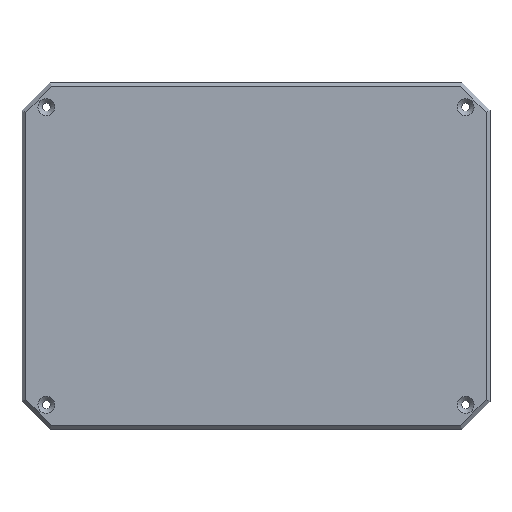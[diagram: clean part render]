
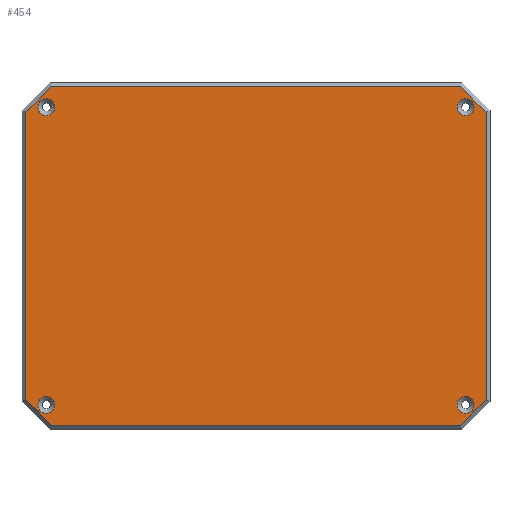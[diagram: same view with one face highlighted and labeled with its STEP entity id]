
A CAD part, top view. The second image highlights one B-rep face of the part: STEP entity #454.
In plain terms, the highlighted planar face has unit normal (0, 0, 1).
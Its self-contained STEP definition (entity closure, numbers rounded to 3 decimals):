
#27=FACE_BOUND('',#79,.T.);
#28=FACE_BOUND('',#80,.T.);
#29=FACE_BOUND('',#81,.T.);
#30=FACE_BOUND('',#82,.T.);
#35=CIRCLE('',#499,4.5);
#36=CIRCLE('',#500,4.5);
#37=CIRCLE('',#501,4.5);
#38=CIRCLE('',#502,4.5);
#48=FACE_OUTER_BOUND('',#78,.T.);
#78=EDGE_LOOP('',(#319,#320,#321,#322,#323,#324,#325,#326));
#79=EDGE_LOOP('',(#327));
#80=EDGE_LOOP('',(#328));
#81=EDGE_LOOP('',(#329));
#82=EDGE_LOOP('',(#330));
#115=LINE('',#698,#163);
#116=LINE('',#700,#164);
#117=LINE('',#702,#165);
#118=LINE('',#704,#166);
#119=LINE('',#706,#167);
#120=LINE('',#708,#168);
#121=LINE('',#710,#169);
#122=LINE('',#711,#170);
#163=VECTOR('',#557,10.);
#164=VECTOR('',#558,10.);
#165=VECTOR('',#559,10.);
#166=VECTOR('',#560,10.);
#167=VECTOR('',#561,10.);
#168=VECTOR('',#562,10.);
#169=VECTOR('',#563,10.);
#170=VECTOR('',#564,10.);
#215=VERTEX_POINT('',#696);
#216=VERTEX_POINT('',#697);
#217=VERTEX_POINT('',#699);
#218=VERTEX_POINT('',#701);
#219=VERTEX_POINT('',#703);
#220=VERTEX_POINT('',#705);
#221=VERTEX_POINT('',#707);
#222=VERTEX_POINT('',#709);
#223=VERTEX_POINT('',#712);
#224=VERTEX_POINT('',#714);
#225=VERTEX_POINT('',#716);
#226=VERTEX_POINT('',#718);
#255=EDGE_CURVE('',#215,#216,#115,.T.);
#256=EDGE_CURVE('',#217,#215,#116,.T.);
#257=EDGE_CURVE('',#218,#217,#117,.T.);
#258=EDGE_CURVE('',#219,#218,#118,.T.);
#259=EDGE_CURVE('',#220,#219,#119,.T.);
#260=EDGE_CURVE('',#221,#220,#120,.T.);
#261=EDGE_CURVE('',#222,#221,#121,.T.);
#262=EDGE_CURVE('',#216,#222,#122,.T.);
#263=EDGE_CURVE('',#223,#223,#35,.T.);
#264=EDGE_CURVE('',#224,#224,#36,.T.);
#265=EDGE_CURVE('',#225,#225,#37,.T.);
#266=EDGE_CURVE('',#226,#226,#38,.T.);
#319=ORIENTED_EDGE('',*,*,#255,.F.);
#320=ORIENTED_EDGE('',*,*,#256,.F.);
#321=ORIENTED_EDGE('',*,*,#257,.F.);
#322=ORIENTED_EDGE('',*,*,#258,.F.);
#323=ORIENTED_EDGE('',*,*,#259,.F.);
#324=ORIENTED_EDGE('',*,*,#260,.F.);
#325=ORIENTED_EDGE('',*,*,#261,.F.);
#326=ORIENTED_EDGE('',*,*,#262,.F.);
#327=ORIENTED_EDGE('',*,*,#263,.F.);
#328=ORIENTED_EDGE('',*,*,#264,.F.);
#329=ORIENTED_EDGE('',*,*,#265,.F.);
#330=ORIENTED_EDGE('',*,*,#266,.F.);
#436=PLANE('',#498);
#454=ADVANCED_FACE('',(#48,#27,#28,#29,#30),#436,.T.);
#498=AXIS2_PLACEMENT_3D('',#695,#555,#556);
#499=AXIS2_PLACEMENT_3D('',#713,#565,#566);
#500=AXIS2_PLACEMENT_3D('',#715,#567,#568);
#501=AXIS2_PLACEMENT_3D('',#717,#569,#570);
#502=AXIS2_PLACEMENT_3D('',#719,#571,#572);
#555=DIRECTION('center_axis',(0.,0.,1.));
#556=DIRECTION('ref_axis',(1.,0.,0.));
#557=DIRECTION('',(0.,-1.,0.));
#558=DIRECTION('',(0.707,-0.707,0.));
#559=DIRECTION('',(1.,0.,0.));
#560=DIRECTION('',(0.707,0.707,0.));
#561=DIRECTION('',(0.,1.,0.));
#562=DIRECTION('',(-0.707,0.707,0.));
#563=DIRECTION('',(-1.,0.,0.));
#564=DIRECTION('',(-0.707,-0.707,0.));
#565=DIRECTION('center_axis',(0.,0.,1.));
#566=DIRECTION('ref_axis',(-1.,0.,0.));
#567=DIRECTION('center_axis',(0.,0.,1.));
#568=DIRECTION('ref_axis',(-1.,0.,0.));
#569=DIRECTION('center_axis',(0.,0.,1.));
#570=DIRECTION('ref_axis',(-1.,0.,0.));
#571=DIRECTION('center_axis',(0.,0.,1.));
#572=DIRECTION('ref_axis',(-1.,0.,0.));
#695=CARTESIAN_POINT('Origin',(0.,0.,45.));
#696=CARTESIAN_POINT('',(123.,76.672,45.));
#697=CARTESIAN_POINT('',(123.,-76.672,45.));
#698=CARTESIAN_POINT('',(123.,-46.25,45.));
#699=CARTESIAN_POINT('',(109.172,90.5,45.));
#700=CARTESIAN_POINT('',(107.961,91.711,45.));
#701=CARTESIAN_POINT('',(-109.172,90.5,45.));
#702=CARTESIAN_POINT('',(62.5,90.5,45.));
#703=CARTESIAN_POINT('',(-123.,76.672,45.));
#704=CARTESIAN_POINT('',(-107.961,91.711,45.));
#705=CARTESIAN_POINT('',(-123.,-76.672,45.));
#706=CARTESIAN_POINT('',(-123.,46.25,45.));
#707=CARTESIAN_POINT('',(-109.172,-90.5,45.));
#708=CARTESIAN_POINT('',(-107.961,-91.711,45.));
#709=CARTESIAN_POINT('',(109.172,-90.5,45.));
#710=CARTESIAN_POINT('',(-62.5,-90.5,45.));
#711=CARTESIAN_POINT('',(107.961,-91.711,45.));
#712=CARTESIAN_POINT('',(116.5,-79.5,45.));
#713=CARTESIAN_POINT('Origin',(112.,-79.5,45.));
#714=CARTESIAN_POINT('',(-107.5,79.5,45.));
#715=CARTESIAN_POINT('Origin',(-112.,79.5,45.));
#716=CARTESIAN_POINT('',(-107.5,-79.5,45.));
#717=CARTESIAN_POINT('Origin',(-112.,-79.5,45.));
#718=CARTESIAN_POINT('',(116.5,79.5,45.));
#719=CARTESIAN_POINT('Origin',(112.,79.5,45.));
